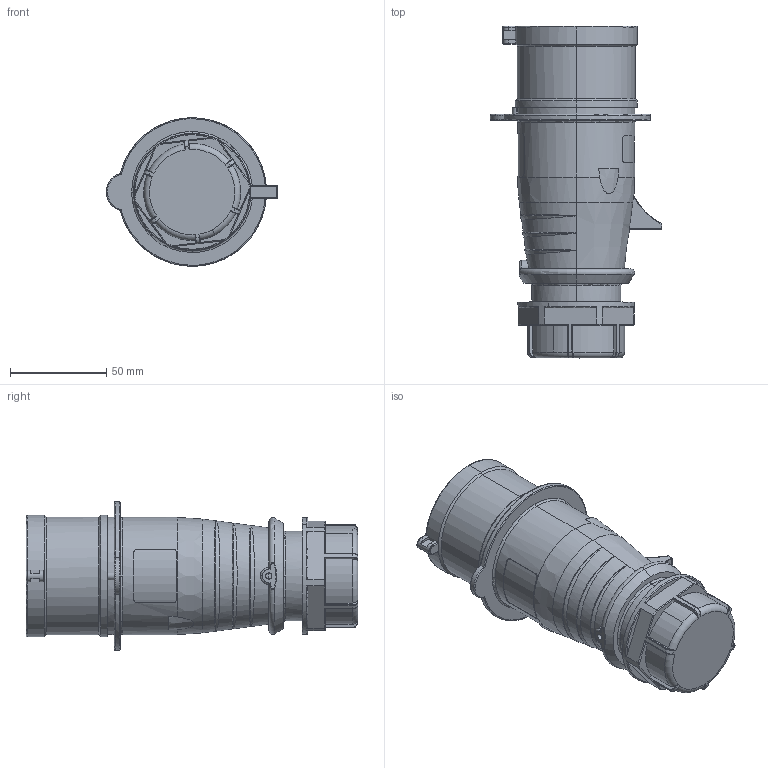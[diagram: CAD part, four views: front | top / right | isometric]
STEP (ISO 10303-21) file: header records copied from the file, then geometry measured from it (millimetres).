
FILE_DESCRIPTION (( 'STEP AP203' ), '1' );
FILE_NAME ('DIS2133237 (CP 5p 32ﾀ 400ﾂ IP44).STEP', '2024-09-17T04:50:12', ( '' ), ( '' ), 'SwSTEP 2.0', 'SolidWorks 2022', '' );
FILE_SCHEMA (( 'CONFIG_CONTROL_DESIGN' ));
Length unit declared in the file: millimetre
Products named in the file (1): DIS2133237 (CP 5p 32А 400В IP44)
Bounding box: 88.9 x 172.27 x 77.1 mm (x, y, z)
Volume: 353324.7 mm3; surface area: 61117.3 mm2
Topology: 1 solids, 9 shells, 471 faces, 1149 edges, 718 vertices
Faces by surface type: cylinder 167, plane 140, torus 91, cone 41, bspline 24, sphere 8
Entity records: 20796 total; most frequent: CARTESIAN_POINT 10634, ORIENTED_EDGE 2290, DIRECTION 1833, EDGE_CURVE 1145, AXIS2_PLACEMENT_3D 765, VERTEX_POINT 718, EDGE_LOOP 497, B_SPLINE_CURVE_WITH_KNOTS 479
